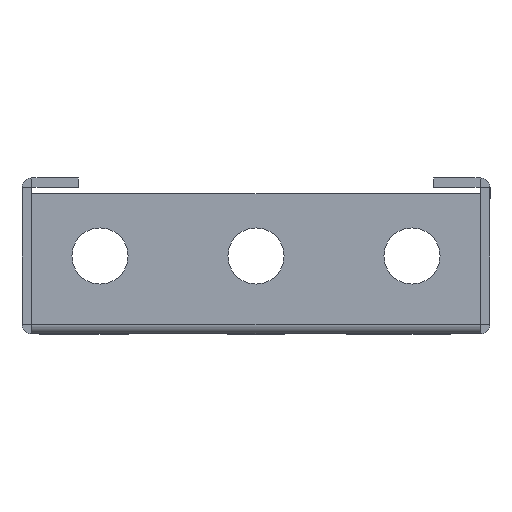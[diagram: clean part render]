
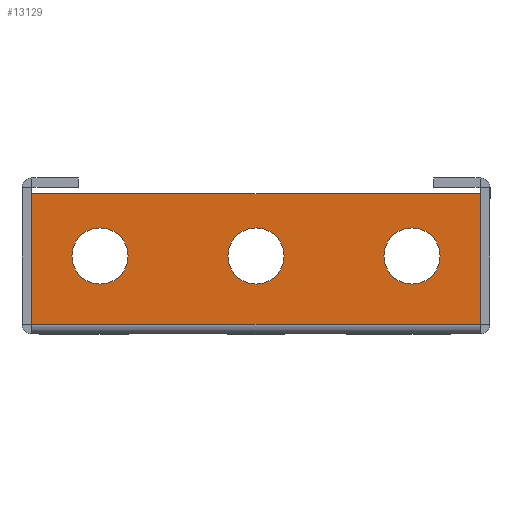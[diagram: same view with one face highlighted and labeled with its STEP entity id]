
A CAD part, left-side view. The second image highlights one B-rep face of the part: STEP entity #13129.
In plain terms, the highlighted planar face has unit normal (-1, 0, 0).
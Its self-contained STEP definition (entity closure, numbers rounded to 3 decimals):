
#2075 = ORIENTED_EDGE ( 'NONE', *, *, #2913, .T. ) ;
#2083 = ORIENTED_EDGE ( 'NONE', *, *, #12634, .T. ) ;
#2091 = ORIENTED_EDGE ( 'NONE', *, *, #2914, .T. ) ;
#2099 = ORIENTED_EDGE ( 'NONE', *, *, #12630, .T. ) ;
#2107 = ORIENTED_EDGE ( 'NONE', *, *, #2912, .T. ) ;
#2115 = ORIENTED_EDGE ( 'NONE', *, *, #12618, .T. ) ;
#2123 = ORIENTED_EDGE ( 'NONE', *, *, #2904, .F. ) ;
#2131 = ORIENTED_EDGE ( 'NONE', *, *, #2906, .T. ) ;
#2139 = ORIENTED_EDGE ( 'NONE', *, *, #2911, .T. ) ;
#2147 = ORIENTED_EDGE ( 'NONE', *, *, #2907, .T. ) ;
#2904 = EDGE_CURVE ( 'NONE', #13304, #13305, #4016, .T. ) ;
#2906 = EDGE_CURVE ( 'NONE', #13304, #13308, #4020, .T. ) ;
#2907 = EDGE_CURVE ( 'NONE', #13309, #13305, #4014, .T. ) ;
#2911 = EDGE_CURVE ( 'NONE', #13308, #13309, #4030, .T. ) ;
#2912 = EDGE_CURVE ( 'NONE', #13772, #13769, #4033, .T. ) ;
#2913 = EDGE_CURVE ( 'NONE', #13789, #13790, #4034, .T. ) ;
#2914 = EDGE_CURVE ( 'NONE', #13781, #13783, #4035, .T. ) ;
#4012 = VECTOR ( 'NONE', #4536, 1000. ) ;
#4014 = LINE ( 'NONE', #4537, #4022 ) ;
#4016 = LINE ( 'NONE', #4529, #4012 ) ;
#4020 = LINE ( 'NONE', #4539, #4021 ) ;
#4021 = VECTOR ( 'NONE', #4540, 1000. ) ;
#4022 = VECTOR ( 'NONE', #4542, 1000. ) ;
#4030 = LINE ( 'NONE', #4549, #4031 ) ;
#4031 = VECTOR ( 'NONE', #4550, 1000. ) ;
#4033 = CIRCLE ( 'NONE', #7373, 4.5 ) ;
#4034 = CIRCLE ( 'NONE', #7365, 4.5 ) ;
#4035 = CIRCLE ( 'NONE', #7374, 4.5 ) ;
#4529 = CARTESIAN_POINT ( 'NONE',  ( -149.5, 35.9, 1.6 ) ) ;
#4536 = DIRECTION ( 'NONE',  ( 0., 1., 0. ) ) ;
#4537 = CARTESIAN_POINT ( 'NONE',  ( -149.5, 35.9, 1.5 ) ) ;
#4539 = CARTESIAN_POINT ( 'NONE',  ( -149.5, -35.9, 22.5 ) ) ;
#4540 = DIRECTION ( 'NONE',  ( 0., 0., 1. ) ) ;
#4541 = CARTESIAN_POINT ( 'NONE',  ( -149.5, 25., 12.5 ) ) ;
#4542 = DIRECTION ( 'NONE',  ( 0., 0., -1. ) ) ;
#4549 = CARTESIAN_POINT ( 'NONE',  ( -149.5, 35.9, 22.5 ) ) ;
#4550 = DIRECTION ( 'NONE',  ( 0., 1., 0. ) ) ;
#4552 = DIRECTION ( 'NONE',  ( 1., 0., 0. ) ) ;
#4553 = DIRECTION ( 'NONE',  ( 0., 0., -1. ) ) ;
#4554 = CARTESIAN_POINT ( 'NONE',  ( -149.5, -25., 12.5 ) ) ;
#4555 = DIRECTION ( 'NONE',  ( 1., 0., 0. ) ) ;
#4556 = DIRECTION ( 'NONE',  ( 0., 0., 1. ) ) ;
#4557 = CARTESIAN_POINT ( 'NONE',  ( -149.5, 0., 12.5 ) ) ;
#4558 = DIRECTION ( 'NONE',  ( 1., 0., 0. ) ) ;
#4559 = DIRECTION ( 'NONE',  ( 0., 0., -1. ) ) ;
#5754 = AXIS2_PLACEMENT_3D ( 'NONE', #8527, #8538, #8539 ) ;
#5759 = AXIS2_PLACEMENT_3D ( 'NONE', #8567, #8569, #8570 ) ;
#5764 = AXIS2_PLACEMENT_3D ( 'NONE', #8577, #8580, #8581 ) ;
#7365 = AXIS2_PLACEMENT_3D ( 'NONE', #4554, #4555, #4556 ) ;
#7373 = AXIS2_PLACEMENT_3D ( 'NONE', #4541, #4552, #4553 ) ;
#7374 = AXIS2_PLACEMENT_3D ( 'NONE', #4557, #4558, #4559 ) ;
#8397 = CIRCLE ( 'NONE', #5754, 4.5 ) ;
#8414 = CIRCLE ( 'NONE', #5759, 4.5 ) ;
#8421 = CIRCLE ( 'NONE', #5764, 4.5 ) ;
#8527 = CARTESIAN_POINT ( 'NONE',  ( -149.5, 25., 12.5 ) ) ;
#8538 = DIRECTION ( 'NONE',  ( 1., 0., 0. ) ) ;
#8539 = DIRECTION ( 'NONE',  ( 0., 0., -1. ) ) ;
#8567 = CARTESIAN_POINT ( 'NONE',  ( -149.5, 0., 12.5 ) ) ;
#8569 = DIRECTION ( 'NONE',  ( 1., 0., 0. ) ) ;
#8570 = DIRECTION ( 'NONE',  ( 0., 0., -1. ) ) ;
#8577 = CARTESIAN_POINT ( 'NONE',  ( -149.5, -25., 12.5 ) ) ;
#8580 = DIRECTION ( 'NONE',  ( 1., 0., 0. ) ) ;
#8581 = DIRECTION ( 'NONE',  ( 0., 0., 1. ) ) ;
#9841 = EDGE_LOOP ( 'NONE', ( #2075, #2083 ) ) ;
#9844 = EDGE_LOOP ( 'NONE', ( #2091, #2099 ) ) ;
#9845 = EDGE_LOOP ( 'NONE', ( #2107, #2115 ) ) ;
#9846 = EDGE_LOOP ( 'NONE', ( #2123, #2131, #2139, #2147 ) ) ;
#10795 = AXIS2_PLACEMENT_3D ( 'NONE', #11502, #11503, #11504 ) ;
#11501 = PLANE ( 'NONE',  #10795 ) ;
#11502 = CARTESIAN_POINT ( 'NONE',  ( -149.5, 35.9, 1.5 ) ) ;
#11503 = DIRECTION ( 'NONE',  ( 1., 0., 0. ) ) ;
#11504 = DIRECTION ( 'NONE',  ( 0., 0., -1. ) ) ;
#11761 = CARTESIAN_POINT ( 'NONE',  ( -149.5, -35.9, 1.6 ) ) ;
#11762 = CARTESIAN_POINT ( 'NONE',  ( -149.5, 35.9, 1.6 ) ) ;
#11765 = CARTESIAN_POINT ( 'NONE',  ( -149.5, -35.9, 22.5 ) ) ;
#11766 = CARTESIAN_POINT ( 'NONE',  ( -149.5, 35.9, 22.5 ) ) ;
#12226 = CARTESIAN_POINT ( 'NONE',  ( -149.5, 25., 17. ) ) ;
#12229 = CARTESIAN_POINT ( 'NONE',  ( -149.5, 25., 8. ) ) ;
#12238 = CARTESIAN_POINT ( 'NONE',  ( -149.5, 0., 8. ) ) ;
#12240 = CARTESIAN_POINT ( 'NONE',  ( -149.5, 0., 17. ) ) ;
#12246 = CARTESIAN_POINT ( 'NONE',  ( -149.5, -25., 8. ) ) ;
#12247 = CARTESIAN_POINT ( 'NONE',  ( -149.5, -25., 17. ) ) ;
#12522 = FACE_BOUND ( 'NONE', #9841, .T. ) ;
#12528 = FACE_BOUND ( 'NONE', #9844, .T. ) ;
#12530 = FACE_BOUND ( 'NONE', #9845, .T. ) ;
#12532 = FACE_OUTER_BOUND ( 'NONE', #9846, .T. ) ;
#12618 = EDGE_CURVE ( 'NONE', #13769, #13772, #8397, .T. ) ;
#12630 = EDGE_CURVE ( 'NONE', #13783, #13781, #8414, .T. ) ;
#12634 = EDGE_CURVE ( 'NONE', #13790, #13789, #8421, .T. ) ;
#13129 = ADVANCED_FACE ( 'NONE', ( #12522, #12528, #12530, #12532 ), #11501, .F. ) ;
#13304 = VERTEX_POINT ( 'NONE', #11761 ) ;
#13305 = VERTEX_POINT ( 'NONE', #11762 ) ;
#13308 = VERTEX_POINT ( 'NONE', #11765 ) ;
#13309 = VERTEX_POINT ( 'NONE', #11766 ) ;
#13769 = VERTEX_POINT ( 'NONE', #12226 ) ;
#13772 = VERTEX_POINT ( 'NONE', #12229 ) ;
#13781 = VERTEX_POINT ( 'NONE', #12238 ) ;
#13783 = VERTEX_POINT ( 'NONE', #12240 ) ;
#13789 = VERTEX_POINT ( 'NONE', #12246 ) ;
#13790 = VERTEX_POINT ( 'NONE', #12247 ) ;
